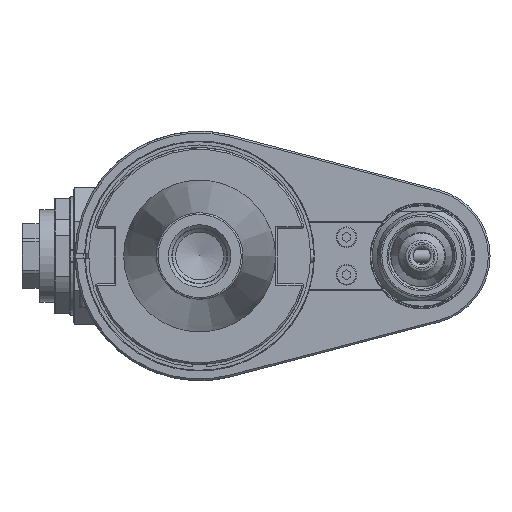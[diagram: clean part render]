
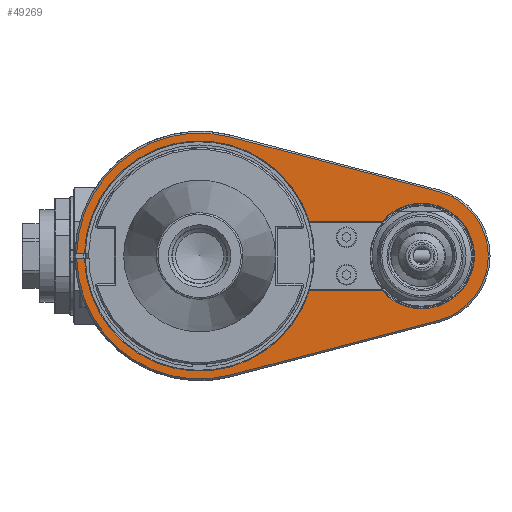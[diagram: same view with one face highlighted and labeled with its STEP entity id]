
A CAD part, front view. The second image highlights one B-rep face of the part: STEP entity #49269.
In plain terms, the highlighted planar face has unit normal (0, -1, 0).
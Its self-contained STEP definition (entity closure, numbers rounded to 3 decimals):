
#2431=PLANE('',#53069);
#5561=FACE_OUTER_BOUND('',#8515,.T.);
#8515=EDGE_LOOP('',(#44173,#44174,#44175,#44176,#44177,#44178,#44179,#44180,
#44181,#44182,#44183,#44184));
#13506=LINE('',#82794,#18588);
#13523=LINE('',#82939,#18605);
#13533=LINE('',#82966,#18615);
#13534=LINE('',#82970,#18616);
#13535=LINE('',#82973,#18617);
#13536=LINE('',#82976,#18618);
#18588=VECTOR('',#64751,10.);
#18605=VECTOR('',#64826,10.);
#18615=VECTOR('',#64854,10.);
#18616=VECTOR('',#64857,10.);
#18617=VECTOR('',#64860,10.);
#18618=VECTOR('',#64863,10.);
#20319=CIRCLE('',#53030,33.7);
#20326=CIRCLE('',#53043,36.);
#20341=CIRCLE('',#53068,36.);
#20342=CIRCLE('',#53070,15.45);
#20343=CIRCLE('',#53071,33.7);
#20344=CIRCLE('',#53072,19.5);
#24663=VERTEX_POINT('',#82771);
#24664=VERTEX_POINT('',#82773);
#24665=VERTEX_POINT('',#82779);
#24680=VERTEX_POINT('',#82818);
#24701=VERTEX_POINT('',#82936);
#24702=VERTEX_POINT('',#82938);
#24709=VERTEX_POINT('',#82961);
#24710=VERTEX_POINT('',#82965);
#24711=VERTEX_POINT('',#82967);
#24712=VERTEX_POINT('',#82969);
#24713=VERTEX_POINT('',#82972);
#24714=VERTEX_POINT('',#82974);
#31288=EDGE_CURVE('',#24664,#24663,#20319,.T.);
#31297=EDGE_CURVE('',#24665,#24663,#13506,.T.);
#31308=EDGE_CURVE('',#24680,#24665,#20326,.T.);
#31334=EDGE_CURVE('',#24701,#24702,#13523,.T.);
#31347=EDGE_CURVE('',#24701,#24709,#20341,.T.);
#31348=EDGE_CURVE('',#24664,#24710,#13533,.T.);
#31349=EDGE_CURVE('',#24711,#24710,#20342,.T.);
#31350=EDGE_CURVE('',#24711,#24712,#13534,.T.);
#31351=EDGE_CURVE('',#24702,#24712,#20343,.T.);
#31352=EDGE_CURVE('',#24709,#24713,#13535,.T.);
#31353=EDGE_CURVE('',#24713,#24714,#20344,.T.);
#31354=EDGE_CURVE('',#24714,#24680,#13536,.T.);
#44173=ORIENTED_EDGE('',*,*,#31308,.T.);
#44174=ORIENTED_EDGE('',*,*,#31297,.T.);
#44175=ORIENTED_EDGE('',*,*,#31288,.F.);
#44176=ORIENTED_EDGE('',*,*,#31348,.T.);
#44177=ORIENTED_EDGE('',*,*,#31349,.F.);
#44178=ORIENTED_EDGE('',*,*,#31350,.T.);
#44179=ORIENTED_EDGE('',*,*,#31351,.F.);
#44180=ORIENTED_EDGE('',*,*,#31334,.F.);
#44181=ORIENTED_EDGE('',*,*,#31347,.T.);
#44182=ORIENTED_EDGE('',*,*,#31352,.T.);
#44183=ORIENTED_EDGE('',*,*,#31353,.T.);
#44184=ORIENTED_EDGE('',*,*,#31354,.T.);
#49269=ADVANCED_FACE('',(#5561),#2431,.T.);
#53030=AXIS2_PLACEMENT_3D('',#82777,#64739,#64740);
#53043=AXIS2_PLACEMENT_3D('',#82819,#64778,#64779);
#53068=AXIS2_PLACEMENT_3D('',#82963,#64850,#64851);
#53069=AXIS2_PLACEMENT_3D('',#82964,#64852,#64853);
#53070=AXIS2_PLACEMENT_3D('',#82968,#64855,#64856);
#53071=AXIS2_PLACEMENT_3D('',#82971,#64858,#64859);
#53072=AXIS2_PLACEMENT_3D('',#82975,#64861,#64862);
#64739=DIRECTION('center_axis',(0.,-1.,0.));
#64740=DIRECTION('ref_axis',(0.953,0.,0.303));
#64751=DIRECTION('',(1.,0.,0.));
#64778=DIRECTION('center_axis',(0.,-1.,0.));
#64779=DIRECTION('ref_axis',(0.254,0.,0.967));
#64826=DIRECTION('',(1.,0.,0.));
#64850=DIRECTION('center_axis',(0.,-1.,0.));
#64851=DIRECTION('ref_axis',(-1.,0.,-0.021));
#64852=DIRECTION('center_axis',(0.,-1.,0.));
#64853=DIRECTION('ref_axis',(0.,0.,-1.));
#64854=DIRECTION('',(1.,0.,0.));
#64855=DIRECTION('center_axis',(0.,-1.,0.));
#64856=DIRECTION('ref_axis',(-0.751,0.,-0.66));
#64857=DIRECTION('',(-1.,0.,0.));
#64858=DIRECTION('center_axis',(0.,-1.,0.));
#64859=DIRECTION('ref_axis',(-1.,0.,-0.022));
#64860=DIRECTION('',(0.967,0.,0.254));
#64861=DIRECTION('center_axis',(0.,-1.,0.));
#64862=DIRECTION('ref_axis',(-1.,0.,0.));
#64863=DIRECTION('',(-0.967,0.,0.254));
#82771=CARTESIAN_POINT('',(-33.692,-7.1,0.75));
#82773=CARTESIAN_POINT('',(32.119,-7.1,10.2));
#82777=CARTESIAN_POINT('Origin',(0.,-7.1,0.));
#82779=CARTESIAN_POINT('',(-35.992,-7.1,0.75));
#82794=CARTESIAN_POINT('',(-23.501,-7.1,0.75));
#82818=CARTESIAN_POINT('',(9.138,-7.1,34.821));
#82819=CARTESIAN_POINT('Origin',(0.,-7.1,0.));
#82936=CARTESIAN_POINT('',(-35.992,-7.1,-0.75));
#82938=CARTESIAN_POINT('',(-33.692,-7.1,-0.75));
#82939=CARTESIAN_POINT('',(-11.654,-7.1,-0.75));
#82961=CARTESIAN_POINT('',(9.138,-7.1,-34.821));
#82963=CARTESIAN_POINT('Origin',(0.,-7.1,0.));
#82964=CARTESIAN_POINT('Origin',(0.,-7.1,0.));
#82965=CARTESIAN_POINT('',(53.396,-7.1,10.2));
#82966=CARTESIAN_POINT('',(21.365,-7.1,10.2));
#82967=CARTESIAN_POINT('',(53.396,-7.1,-10.2));
#82968=CARTESIAN_POINT('Origin',(65.,-7.1,0.));
#82969=CARTESIAN_POINT('',(32.119,-7.1,-10.2));
#82970=CARTESIAN_POINT('',(21.365,-7.1,-10.2));
#82971=CARTESIAN_POINT('Origin',(0.,-7.1,0.));
#82972=CARTESIAN_POINT('',(69.95,-7.1,-18.861));
#82973=CARTESIAN_POINT('',(24.341,-7.1,-30.831));
#82974=CARTESIAN_POINT('',(69.95,-7.1,18.861));
#82975=CARTESIAN_POINT('Origin',(65.,-7.1,0.));
#82976=CARTESIAN_POINT('',(24.341,-7.1,30.831));
